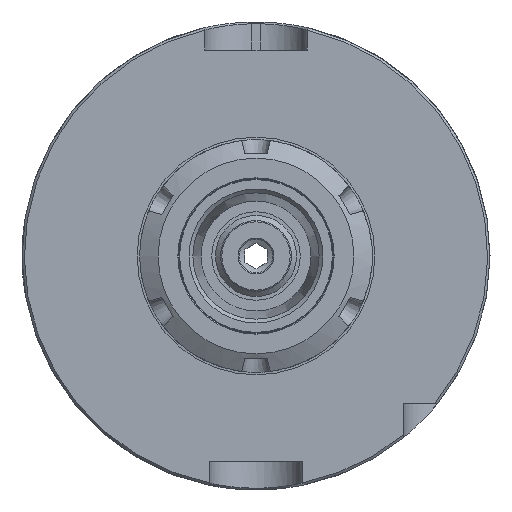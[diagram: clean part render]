
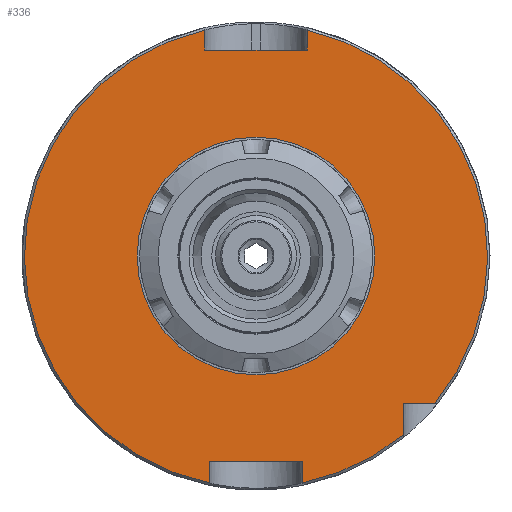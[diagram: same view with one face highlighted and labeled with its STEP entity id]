
A CAD part, left-side view. The second image highlights one B-rep face of the part: STEP entity #336.
In plain terms, the highlighted face is planar.
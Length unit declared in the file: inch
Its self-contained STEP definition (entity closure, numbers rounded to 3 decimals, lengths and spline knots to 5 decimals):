
#203=CARTESIAN_POINT('',(1.14173,1.0,0.));
#204=VERTEX_POINT('',#203);
#205=CARTESIAN_POINT('',(1.14173,0.0,0.0));
#206=DIRECTION('',(1.0,0.0,0.0));
#207=DIRECTION('',(0.0,-1.0,0.0));
#208=AXIS2_PLACEMENT_3D('',#205,#206,#207);
#209=CIRCLE('',#208,1.0);
#210=EDGE_CURVE('',#204,#204,#209,.T.);
#235=CARTESIAN_POINT('',(1.14173,0.8563,0.0));
#236=DIRECTION('',(1.0,0.0,0.0));
#237=DIRECTION('',(0.0,0.0,-1.0));
#238=AXIS2_PLACEMENT_3D('',#235,#236,#237);
#239=PLANE('',#238);
#240=CARTESIAN_POINT('',(1.14173,-0.43307,-1.90009));
#241=VERTEX_POINT('',#240);
#242=CARTESIAN_POINT('',(1.14173,-1.5033,1.24016));
#243=VERTEX_POINT('',#242);
#244=CARTESIAN_POINT('',(1.14173,0.0,0.0));
#245=DIRECTION('',(-1.0,0.0,0.0));
#246=DIRECTION('',(0.0,-1.0,0.0));
#247=AXIS2_PLACEMENT_3D('',#244,#245,#246);
#248=CIRCLE('',#247,1.94882);
#249=EDGE_CURVE('',#241,#243,#248,.T.);
#250=ORIENTED_EDGE('',*,*,#249,.F.);
#251=CARTESIAN_POINT('',(1.14173,-0.43307,-1.73228));
#252=VERTEX_POINT('',#251);
#253=CARTESIAN_POINT('',(1.14173,-0.43307,-1.90009));
#254=DIRECTION('',(0.0,0.0,1.0));
#255=VECTOR('',#254,0.16781);
#256=LINE('',#253,#255);
#257=EDGE_CURVE('',#241,#252,#256,.T.);
#258=ORIENTED_EDGE('',*,*,#257,.T.);
#259=CARTESIAN_POINT('',(1.14173,0.43307,-1.73228));
#260=VERTEX_POINT('',#259);
#261=CARTESIAN_POINT('',(1.14173,-0.43307,-1.73228));
#262=DIRECTION('',(0.0,1.0,0.0));
#263=VECTOR('',#262,0.86614);
#264=LINE('',#261,#263);
#265=EDGE_CURVE('',#252,#260,#264,.T.);
#266=ORIENTED_EDGE('',*,*,#265,.T.);
#267=CARTESIAN_POINT('',(1.14173,0.43307,-1.90009));
#268=VERTEX_POINT('',#267);
#269=CARTESIAN_POINT('',(1.14173,0.43307,-1.73228));
#270=DIRECTION('',(0.0,0.0,-1.0));
#271=VECTOR('',#270,0.16781);
#272=LINE('',#269,#271);
#273=EDGE_CURVE('',#260,#268,#272,.T.);
#274=ORIENTED_EDGE('',*,*,#273,.T.);
#275=CARTESIAN_POINT('',(1.14173,0.3937,1.90864));
#276=VERTEX_POINT('',#275);
#277=CARTESIAN_POINT('',(1.14173,0.0,0.0));
#278=DIRECTION('',(-1.0,0.0,0.0));
#279=DIRECTION('',(0.0,1.0,0.0));
#280=AXIS2_PLACEMENT_3D('',#277,#278,#279);
#281=CIRCLE('',#280,1.94882);
#282=EDGE_CURVE('',#276,#268,#281,.T.);
#283=ORIENTED_EDGE('',*,*,#282,.F.);
#284=CARTESIAN_POINT('',(1.14173,0.3937,1.73228));
#285=VERTEX_POINT('',#284);
#286=CARTESIAN_POINT('',(1.14173,0.3937,1.90864));
#287=DIRECTION('',(0.0,0.0,-1.0));
#288=VECTOR('',#287,0.17635);
#289=LINE('',#286,#288);
#290=EDGE_CURVE('',#276,#285,#289,.T.);
#291=ORIENTED_EDGE('',*,*,#290,.T.);
#292=CARTESIAN_POINT('',(1.14173,-0.3937,1.73228));
#293=VERTEX_POINT('',#292);
#294=CARTESIAN_POINT('',(1.14173,0.3937,1.73228));
#295=DIRECTION('',(0.0,-1.0,0.0));
#296=VECTOR('',#295,0.7874);
#297=LINE('',#294,#296);
#298=EDGE_CURVE('',#285,#293,#297,.T.);
#299=ORIENTED_EDGE('',*,*,#298,.T.);
#300=CARTESIAN_POINT('',(1.14173,-0.3937,1.90864));
#301=VERTEX_POINT('',#300);
#302=CARTESIAN_POINT('',(1.14173,-0.3937,1.73228));
#303=DIRECTION('',(0.0,0.0,1.0));
#304=VECTOR('',#303,0.17635);
#305=LINE('',#302,#304);
#306=EDGE_CURVE('',#293,#301,#305,.T.);
#307=ORIENTED_EDGE('',*,*,#306,.T.);
#308=CARTESIAN_POINT('',(1.14173,-1.24016,1.5033));
#309=VERTEX_POINT('',#308);
#310=CARTESIAN_POINT('',(1.14173,0.0,0.0));
#311=DIRECTION('',(-1.0,0.0,0.0));
#312=DIRECTION('',(0.0,-1.0,0.0));
#313=AXIS2_PLACEMENT_3D('',#310,#311,#312);
#314=CIRCLE('',#313,1.94882);
#315=EDGE_CURVE('',#309,#301,#314,.T.);
#316=ORIENTED_EDGE('',*,*,#315,.F.);
#317=CARTESIAN_POINT('',(1.14173,-1.24016,1.24016));
#318=VERTEX_POINT('',#317);
#319=CARTESIAN_POINT('',(1.14173,-1.24016,1.5033));
#320=DIRECTION('',(0.0,0.0,-1.0));
#321=VECTOR('',#320,0.26314);
#322=LINE('',#319,#321);
#323=EDGE_CURVE('',#309,#318,#322,.T.);
#324=ORIENTED_EDGE('',*,*,#323,.T.);
#325=CARTESIAN_POINT('',(1.14173,-1.24016,1.24016));
#326=DIRECTION('',(0.0,-1.0,0.0));
#327=VECTOR('',#326,0.26314);
#328=LINE('',#325,#327);
#329=EDGE_CURVE('',#318,#243,#328,.T.);
#330=ORIENTED_EDGE('',*,*,#329,.T.);
#331=EDGE_LOOP('',(#250,#258,#266,#274,#283,#291,#299,#307,#316,#324,#330));
#332=FACE_OUTER_BOUND('',#331,.T.);
#333=ORIENTED_EDGE('',*,*,#210,.F.);
#334=EDGE_LOOP('',(#333));
#335=FACE_BOUND('',#334,.T.);
#336=ADVANCED_FACE('',(#332,#335),#239,.T.);
